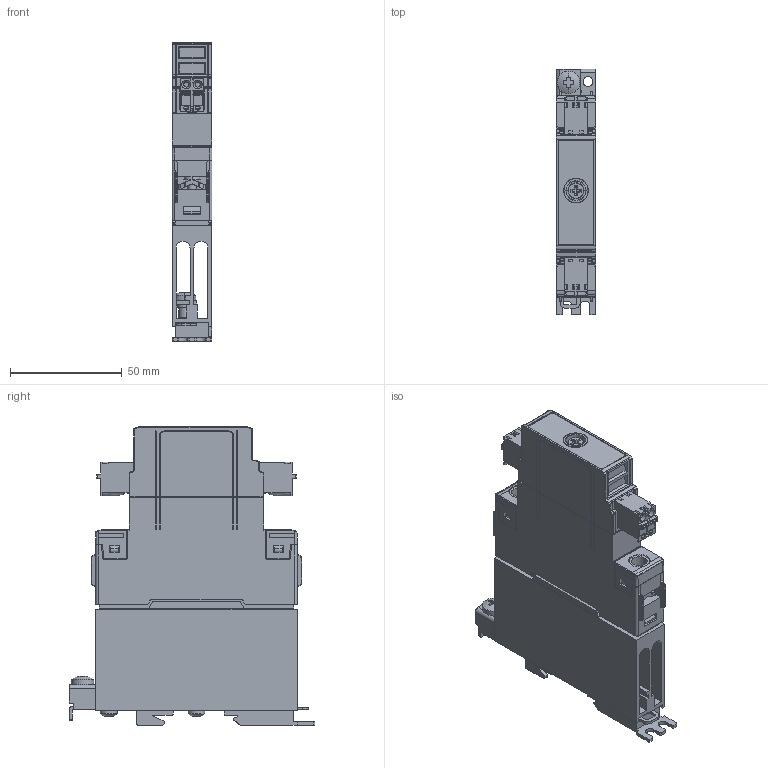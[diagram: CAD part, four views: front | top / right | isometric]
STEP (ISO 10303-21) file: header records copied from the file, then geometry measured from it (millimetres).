
FILE_DESCRIPTION((''),'2;1');
FILE_NAME('CGI1317-00.stp','2017-02-15T14:53:28',(''),(''),'Mechanical Desktop 2009','Mechanical Desktop 2009',', , ');
FILE_SCHEMA(('CONFIG_CONTROL_DESIGN'));
Length unit declared in the file: millimetre
Products named in the file (2): Product; CGI1317-00
Assembly tree (1 placements, depth 2):
  Product
    CGI1317-00
Bounding box: 17.8 x 110 x 133.5 mm (x, y, z)
Volume: 139455.5 mm3; surface area: 53326.4 mm2
Topology: 1 solids, 1 shells, 1589 faces, 4534 edges, 2939 vertices
Faces by surface type: bspline 752, plane 477, cylinder 283, sphere 34, cone 26, torus 17
Entity records: 59955 total; most frequent: CARTESIAN_POINT 20211, ORIENTED_EDGE 9000, DIRECTION 7322, EDGE_CURVE 4500, VECTOR 2964, LINE 2964, VERTEX_POINT 2939, AXIS2_PLACEMENT_3D 2179
